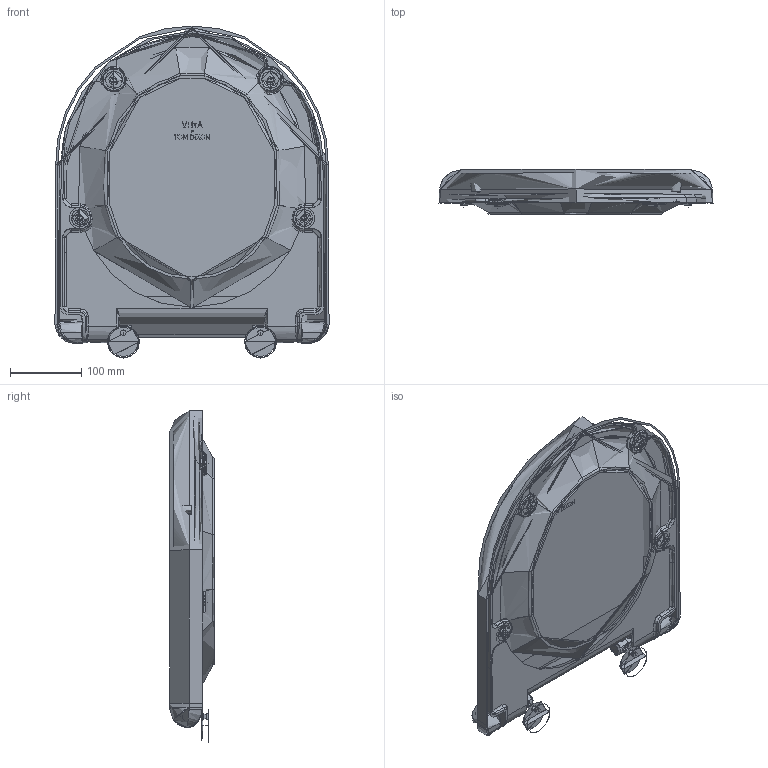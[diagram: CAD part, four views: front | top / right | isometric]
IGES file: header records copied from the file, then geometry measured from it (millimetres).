
Global section: file name: 137.igs; native system: NX V12.0; preprocessor: SIEMENS PLM Software NX 12.0; date: 20210428.173438; units: millimetre
Bounding box: 383.95 x 62.73 x 465.1 mm (x, y, z)
Surface area: 648254.6 mm2 (no closed solid volume)
Topology: 0 solids, 0 shells, 1446 faces, 10707 edges, 10607 vertices
Faces by surface type: bspline 1446
